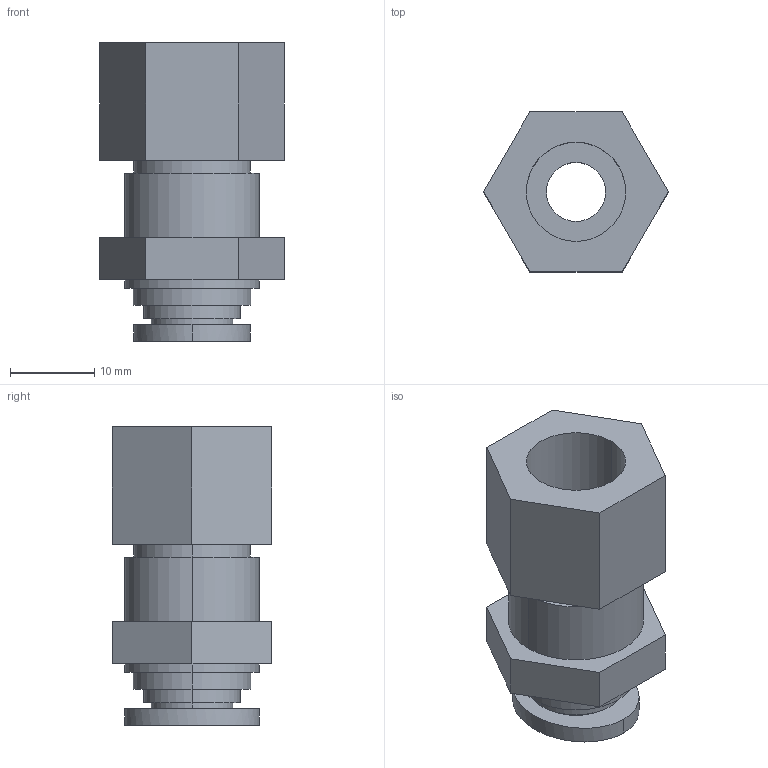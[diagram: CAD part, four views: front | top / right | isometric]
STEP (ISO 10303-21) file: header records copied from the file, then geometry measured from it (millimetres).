
FILE_DESCRIPTION (( 'STEP AP203' ), '1' );
FILE_NAME ('10.08.02.00589.step', '2022-11-07T19:13:27', ( '' ), ( '' ), 'SwSTEP 2.0', 'SolidWorks 2021', '' );
FILE_SCHEMA (( 'CONFIG_CONTROL_DESIGN' ));
Length unit declared in the file: millimetre
Products named in the file (1): 10.08.02.00589
Bounding box: 21.94 x 19 x 35.5 mm (x, y, z)
Volume: 6354.9 mm3; surface area: 4109.3 mm2
Topology: 1 solids, 1 shells, 44 faces, 96 edges, 64 vertices
Faces by surface type: plane 24, cylinder 18, bspline 2
Entity records: 1311 total; most frequent: CARTESIAN_POINT 239, DIRECTION 214, ORIENTED_EDGE 192, EDGE_CURVE 96, AXIS2_PLACEMENT_3D 79, VERTEX_POINT 64, VECTOR 56, EDGE_LOOP 56
